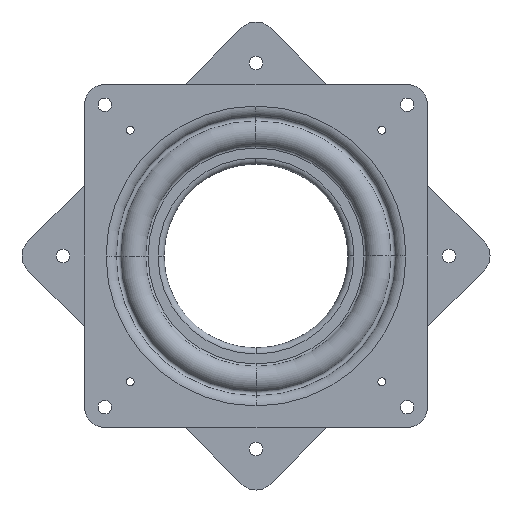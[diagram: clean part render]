
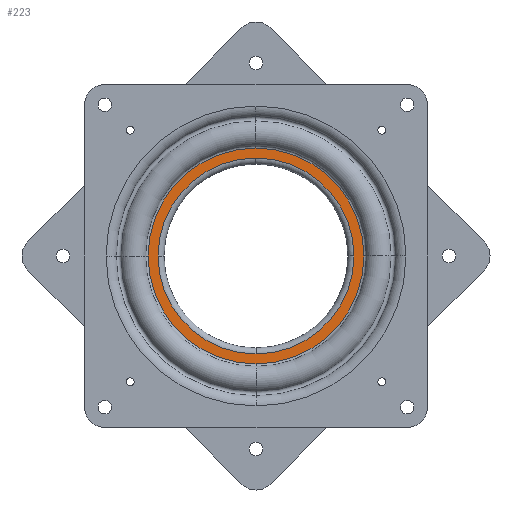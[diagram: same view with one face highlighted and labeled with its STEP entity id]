
A CAD part, front view. The second image highlights one B-rep face of the part: STEP entity #223.
In plain terms, the highlighted planar face has unit normal (0, -1, 0).
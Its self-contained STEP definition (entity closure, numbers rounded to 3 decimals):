
#223=ADVANCED_FACE('',(#592,#593),#594,.T.);
#592=FACE_OUTER_BOUND('',#998,.T.);
#593=FACE_BOUND('',#999,.T.);
#594=PLANE('',#1000);
#998=EDGE_LOOP('',(#2290,#2291,#2292,#2293));
#999=EDGE_LOOP('',(#2294,#2295,#2296,#2297));
#1000=AXIS2_PLACEMENT_3D('',#2298,#2299,#2300);
#2290=ORIENTED_EDGE('',*,*,#2665,.F.);
#2291=ORIENTED_EDGE('',*,*,#2989,.F.);
#2292=ORIENTED_EDGE('',*,*,#2661,.F.);
#2293=ORIENTED_EDGE('',*,*,#2988,.F.);
#2294=ORIENTED_EDGE('',*,*,#2844,.T.);
#2295=ORIENTED_EDGE('',*,*,#2847,.T.);
#2296=ORIENTED_EDGE('',*,*,#2841,.T.);
#2297=ORIENTED_EDGE('',*,*,#2849,.T.);
#2298=CARTESIAN_POINT('',(-32.004,3.048,0.0));
#2299=DIRECTION('',(0.0,-1.0,0.0));
#2300=DIRECTION('',(0.0,0.0,-1.0));
#2661=EDGE_CURVE('',#3235,#3231,#3237,.T.);
#2665=EDGE_CURVE('',#3243,#3239,#3245,.T.);
#2841=EDGE_CURVE('',#3578,#3576,#3579,.T.);
#2844=EDGE_CURVE('',#3583,#3581,#3584,.T.);
#2847=EDGE_CURVE('',#3581,#3578,#3587,.T.);
#2849=EDGE_CURVE('',#3576,#3583,#3589,.T.);
#2988=EDGE_CURVE('',#3239,#3235,#3744,.T.);
#2989=EDGE_CURVE('',#3231,#3243,#3745,.T.);
#3231=VERTEX_POINT('',#4159);
#3235=VERTEX_POINT('',#4163);
#3237=CIRCLE('',#4170,32.004);
#3239=VERTEX_POINT('',#4172);
#3243=VERTEX_POINT('',#4176);
#3245=CIRCLE('',#4183,32.004);
#3576=VERTEX_POINT('',#4778);
#3578=VERTEX_POINT('',#4780);
#3579=CIRCLE('',#4781,29.038);
#3581=VERTEX_POINT('',#4792);
#3583=VERTEX_POINT('',#4794);
#3584=CIRCLE('',#4795,29.038);
#3587=CIRCLE('',#4807,29.038);
#3589=CIRCLE('',#4809,29.038);
#3744=CIRCLE('',#4988,32.004);
#3745=CIRCLE('',#4989,32.004);
#4159=CARTESIAN_POINT('',(-32.004,3.048,0.));
#4163=CARTESIAN_POINT('',(0.0,3.048,-32.004));
#4170=AXIS2_PLACEMENT_3D('',#5230,#5231,#5232);
#4172=CARTESIAN_POINT('',(32.004,3.048,0.));
#4176=CARTESIAN_POINT('',(0.0,3.048,32.004));
#4183=AXIS2_PLACEMENT_3D('',#5239,#5240,#5241);
#4778=CARTESIAN_POINT('',(-29.038,3.048,0.));
#4780=CARTESIAN_POINT('',(0.0,3.048,-29.038));
#4781=AXIS2_PLACEMENT_3D('',#5583,#5584,#5585);
#4792=CARTESIAN_POINT('',(29.038,3.048,0.));
#4794=CARTESIAN_POINT('',(0.0,3.048,29.038));
#4795=AXIS2_PLACEMENT_3D('',#5589,#5590,#5591);
#4807=AXIS2_PLACEMENT_3D('',#5595,#5596,#5597);
#4809=AXIS2_PLACEMENT_3D('',#5601,#5602,#5603);
#4988=AXIS2_PLACEMENT_3D('',#5970,#5971,#5972);
#4989=AXIS2_PLACEMENT_3D('',#5973,#5974,#5975);
#5230=CARTESIAN_POINT('',(0.0,3.048,0.0));
#5231=DIRECTION('',(-0.0,1.0,0.0));
#5232=DIRECTION('',(0.0,0.0,1.0));
#5239=CARTESIAN_POINT('',(0.0,3.048,0.0));
#5240=DIRECTION('',(-0.0,1.0,0.0));
#5241=DIRECTION('',(0.0,0.0,1.0));
#5583=CARTESIAN_POINT('',(0.0,3.048,0.0));
#5584=DIRECTION('',(-0.0,1.0,0.0));
#5585=DIRECTION('',(0.0,0.0,1.0));
#5589=CARTESIAN_POINT('',(0.0,3.048,0.0));
#5590=DIRECTION('',(-0.0,1.0,0.0));
#5591=DIRECTION('',(0.0,0.0,1.0));
#5595=CARTESIAN_POINT('',(0.0,3.048,0.0));
#5596=DIRECTION('',(-0.0,1.0,0.0));
#5597=DIRECTION('',(0.0,0.0,1.0));
#5601=CARTESIAN_POINT('',(0.0,3.048,0.0));
#5602=DIRECTION('',(-0.0,1.0,0.0));
#5603=DIRECTION('',(0.0,0.0,1.0));
#5970=CARTESIAN_POINT('',(0.0,3.048,0.0));
#5971=DIRECTION('',(-0.0,1.0,0.0));
#5972=DIRECTION('',(0.0,0.0,1.0));
#5973=CARTESIAN_POINT('',(0.0,3.048,0.0));
#5974=DIRECTION('',(-0.0,1.0,0.0));
#5975=DIRECTION('',(0.0,0.0,1.0));
